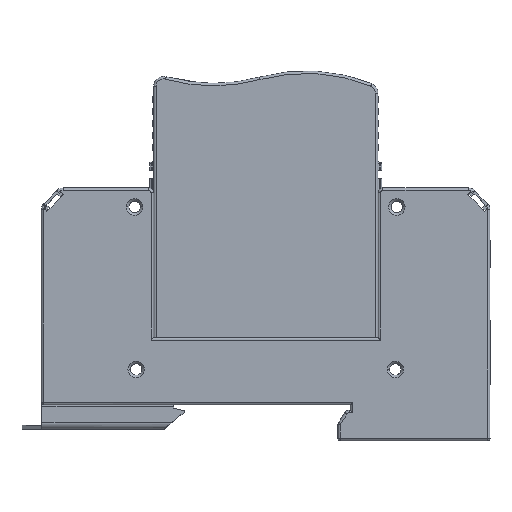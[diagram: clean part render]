
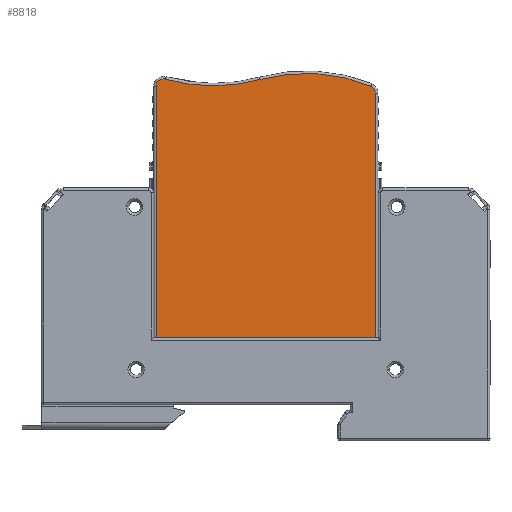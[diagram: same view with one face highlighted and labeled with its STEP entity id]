
A CAD part, top view. The second image highlights one B-rep face of the part: STEP entity #8818.
In plain terms, the highlighted face is planar.
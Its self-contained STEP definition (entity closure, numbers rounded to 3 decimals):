
#4441=CARTESIAN_POINT('',(-20.5,-8.9,50.377));
#4442=DIRECTION('',(0.,1.,0.));
#4443=DIRECTION('',(-1.,0.,0.));
#4444=AXIS2_PLACEMENT_3D('',#4441,#4442,#4443);
#4449=CARTESIAN_POINT('',(-10.5,-8.9,86.));
#4450=DIRECTION('',(0.,-1.,0.));
#4451=DIRECTION('',(-0.27,0.,-0.963));
#4452=AXIS2_PLACEMENT_3D('',#4449,#4450,#4451);
#4457=CARTESIAN_POINT('',(8.04,-8.9,18.5));
#4458=DIRECTION('',(0.,1.,0.));
#4459=DIRECTION('',(-0.267,0.,0.964));
#4460=AXIS2_PLACEMENT_3D('',#4457,#4458,#4459);
#4465=CARTESIAN_POINT('',(20.5,-8.9,49.057));
#4466=DIRECTION('',(0.,1.,0.));
#4467=DIRECTION('',(0.378,0.,0.926));
#4468=AXIS2_PLACEMENT_3D('',#4465,#4466,#4467);
#4473=DIRECTION('',(0.,0.,1.));
#4474=VECTOR('',#4473,49.057);
#4475=CARTESIAN_POINT('',(22.,-8.9,0.));
#4476=LINE('',#4475,#4474);
#4542=DIRECTION('',(1.,0.,0.));
#4543=VECTOR('',#4542,44.);
#4544=CARTESIAN_POINT('',(-22.,-8.9,0.));
#4545=LINE('',#4544,#4543);
#5148=DIRECTION('',(0.,0.,-1.));
#5149=VECTOR('',#5148,50.377);
#5150=CARTESIAN_POINT('',(-22.,-8.9,50.377));
#5151=LINE('',#5150,#5149);
#8205=CARTESIAN_POINT('',(22.,-8.9,0.));
#8206=CARTESIAN_POINT('',(22.,-8.9,49.057));
#8207=VERTEX_POINT('',#8205);
#8208=VERTEX_POINT('',#8206);
#8209=CARTESIAN_POINT('',(-22.,-8.9,0.));
#8210=VERTEX_POINT('',#8209);
#8211=CARTESIAN_POINT('',(-22.,-8.9,50.377));
#8212=VERTEX_POINT('',#8211);
#8213=CARTESIAN_POINT('',(-20.095,-8.9,51.821));
#8214=VERTEX_POINT('',#8213);
#8215=CARTESIAN_POINT('',(-1.156,-8.9,51.752));
#8216=VERTEX_POINT('',#8215);
#8217=CARTESIAN_POINT('',(21.066,-8.9,50.446));
#8218=VERTEX_POINT('',#8217);
#8797=CARTESIAN_POINT('',(0.,-8.9,0.));
#8798=DIRECTION('',(0.,1.,0.));
#8799=DIRECTION('',(-1.,0.,0.));
#8800=AXIS2_PLACEMENT_3D('',#8797,#8798,#8799);
#8801=PLANE('',#8800);
#8803=ORIENTED_EDGE('',*,*,#8802,.F.);
#8805=ORIENTED_EDGE('',*,*,#8804,.F.);
#8807=ORIENTED_EDGE('',*,*,#8806,.F.);
#8809=ORIENTED_EDGE('',*,*,#8808,.T.);
#8811=ORIENTED_EDGE('',*,*,#8810,.T.);
#8813=ORIENTED_EDGE('',*,*,#8812,.T.);
#8815=ORIENTED_EDGE('',*,*,#8814,.T.);
#8816=EDGE_LOOP('',(#8803,#8805,#8807,#8809,#8811,#8813,#8815));
#8817=FACE_OUTER_BOUND('',#8816,.F.);
#4445=CIRCLE('',#4444,1.5);
#4453=CIRCLE('',#4452,35.5);
#4461=CIRCLE('',#4460,34.5);
#4469=CIRCLE('',#4468,1.5);
#8802=EDGE_CURVE('',#8207,#8208,#4476,.T.);
#8804=EDGE_CURVE('',#8210,#8207,#4545,.T.);
#8806=EDGE_CURVE('',#8212,#8210,#5151,.T.);
#8808=EDGE_CURVE('',#8212,#8214,#4445,.T.);
#8810=EDGE_CURVE('',#8214,#8216,#4453,.T.);
#8812=EDGE_CURVE('',#8216,#8218,#4461,.T.);
#8814=EDGE_CURVE('',#8218,#8208,#4469,.T.);
#8818=ADVANCED_FACE('',(#8817),#8801,.F.);
